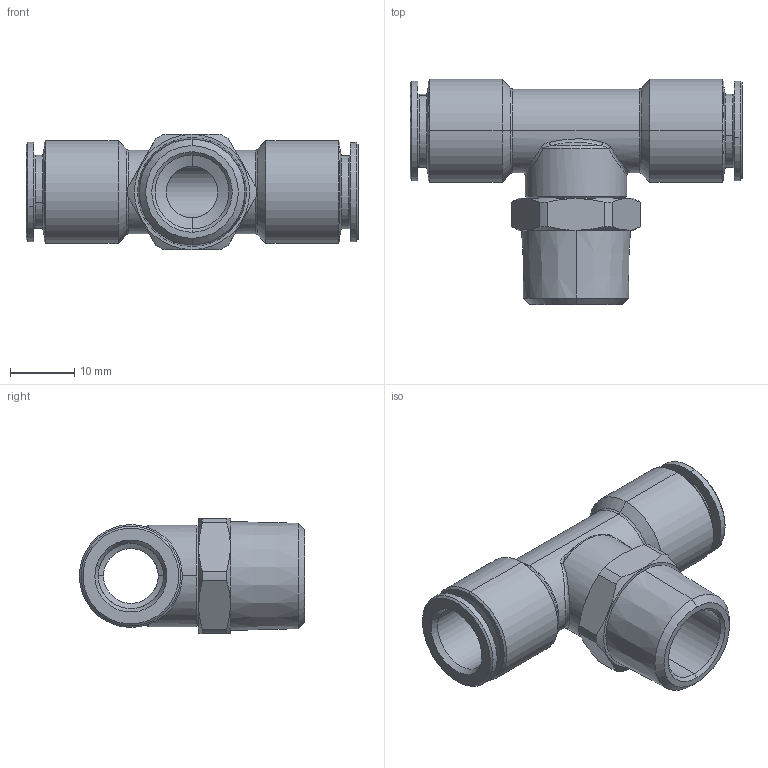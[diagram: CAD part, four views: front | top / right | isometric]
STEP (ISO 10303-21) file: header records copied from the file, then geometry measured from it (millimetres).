
FILE_DESCRIPTION(( 'MA.20.10.38.STEP' ), '1');
FILE_NAME( 'MA.20.10.38.STEP', '2018-10-01T12:16:33',( 'Sopra'),('sopra-pneumatic.com'), 'SwSTEP 2.0','SolidWorks 2009','' );
FILE_SCHEMA (( 'CONFIG_CONTROL_DESIGN' ));
Length unit declared in the file: millimetre
Products named in the file (1): A0100053
Bounding box: 51.6 x 35 x 18 mm (x, y, z)
Volume: 7653 mm3; surface area: 6468.5 mm2
Topology: 1 solids, 1 shells, 105 faces, 242 edges, 146 vertices
Faces by surface type: cone 44, cylinder 32, plane 15, bspline 8, torus 6
Entity records: 3727 total; most frequent: CARTESIAN_POINT 1266, DIRECTION 528, ORIENTED_EDGE 484, EDGE_CURVE 242, AXIS2_PLACEMENT_3D 224, VERTEX_POINT 146, CIRCLE 126, EDGE_LOOP 116
